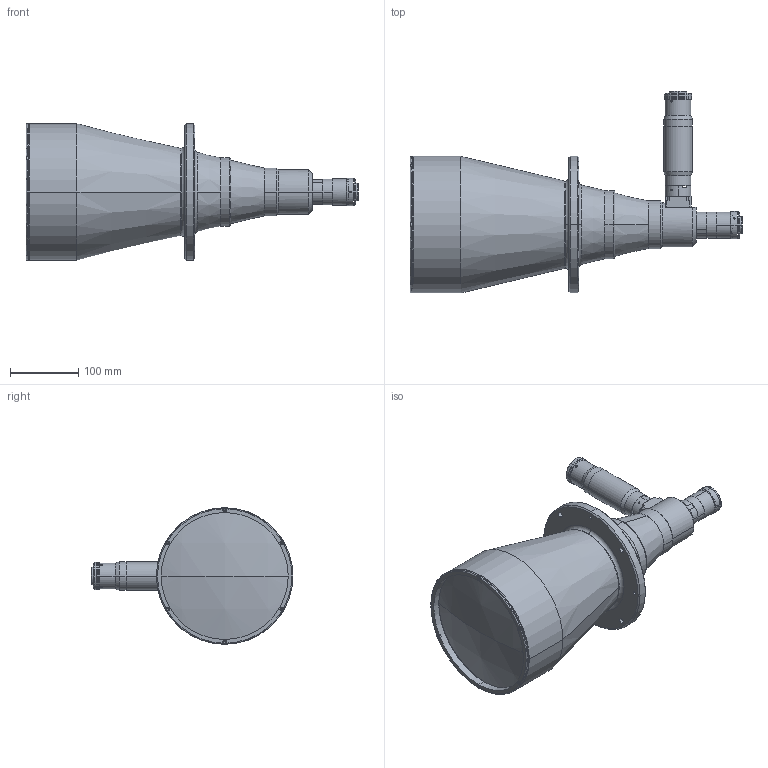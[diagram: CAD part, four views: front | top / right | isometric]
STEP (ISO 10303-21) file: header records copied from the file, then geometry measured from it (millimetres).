
FILE_DESCRIPTION (( 'STEP AP214' ), '1' );
FILE_NAME ('TCDP23C4XC144.STEP', '2015-10-15T08:59:31', ( '' ), ( '' ), 'SwSTEP 2.0', 'SolidWorks 2013', '' );
FILE_SCHEMA (( 'AUTOMOTIVE_DESIGN' ));
Length unit declared in the file: millimetre
Products named in the file (1): TCDP23C4XC144
Bounding box: 486.32 x 295.78 x 200 mm (x, y, z)
Surface area: 319457.9 mm2 (no closed solid volume)
Topology: 0 solids, 27 shells, 304 faces, 902 edges, 628 vertices
Faces by surface type: cylinder 129, plane 113, cone 34, torus 26, sphere 2
Entity records: 14491 total; most frequent: CARTESIAN_POINT 2709, DIRECTION 1887, ORIENTED_EDGE 1521, EDGE_CURVE 902, AXIS2_PLACEMENT_3D 740, VERTEX_POINT 628, CIRCLE 435, VECTOR 407
